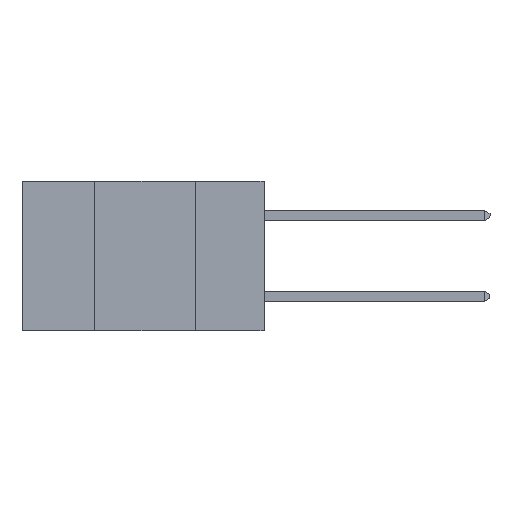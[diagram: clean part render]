
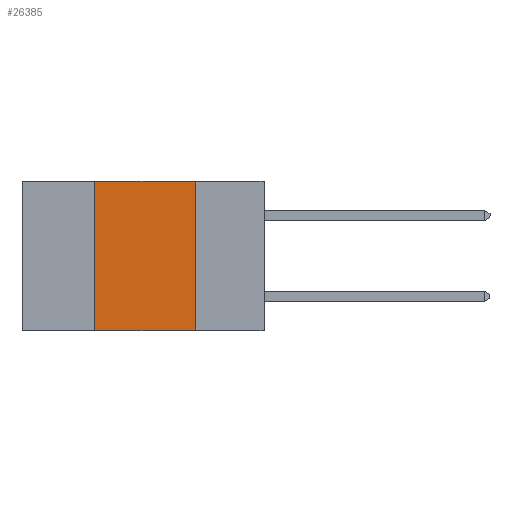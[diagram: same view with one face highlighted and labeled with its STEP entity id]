
A CAD part, left-side view. The second image highlights one B-rep face of the part: STEP entity #26385.
In plain terms, the highlighted planar face has unit normal (-1, 0, 0).
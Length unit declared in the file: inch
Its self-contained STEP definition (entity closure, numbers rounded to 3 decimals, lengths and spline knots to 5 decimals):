
#1458 = VECTOR ( 'NONE', #21497, 39.37008 ) ;
#2015 = VECTOR ( 'NONE', #20565, 39.37008 ) ;
#2019 = VERTEX_POINT ( 'NONE', #11996 ) ;
#4549 = AXIS2_PLACEMENT_3D ( 'NONE', #25012, #27188, #13956 ) ;
#5876 = LINE ( 'NONE', #7614, #11879 ) ;
#7614 = CARTESIAN_POINT ( 'NONE',  ( 0., 0.6, 0. ) ) ;
#8479 = VERTEX_POINT ( 'NONE', #16641 ) ;
#8742 = VERTEX_POINT ( 'NONE', #10846 ) ;
#9421 = PLANE ( 'NONE',  #4549 ) ;
#9745 = LINE ( 'NONE', #12524, #26769 ) ;
#10236 = ORIENTED_EDGE ( 'NONE', *, *, #27899, .F. ) ;
#10846 = CARTESIAN_POINT ( 'NONE',  ( 0., 0.17, -0.37 ) ) ;
#10922 = FACE_OUTER_BOUND ( 'NONE', #16480, .T. ) ;
#11697 = ORIENTED_EDGE ( 'NONE', *, *, #28250, .F. ) ;
#11737 = CARTESIAN_POINT ( 'NONE',  ( 0., 0.42, 0. ) ) ;
#11879 = VECTOR ( 'NONE', #27517, 39.37008 ) ;
#11979 = EDGE_CURVE ( 'NONE', #8479, #2019, #25028, .T. ) ;
#11996 = CARTESIAN_POINT ( 'NONE',  ( 0., 0.42, 0. ) ) ;
#12524 = CARTESIAN_POINT ( 'NONE',  ( 0., 0.17, 0. ) ) ;
#13081 = ORIENTED_EDGE ( 'NONE', *, *, #15879, .T. ) ;
#13956 = DIRECTION ( 'NONE',  ( 0., 0., -1. ) ) ;
#15879 = EDGE_CURVE ( 'NONE', #8479, #8742, #25170, .T. ) ;
#16480 = EDGE_LOOP ( 'NONE', ( #10236, #11697, #23482, #13081 ) ) ;
#16641 = CARTESIAN_POINT ( 'NONE',  ( 0., 0.42, -0.37 ) ) ;
#18200 = CARTESIAN_POINT ( 'NONE',  ( 0., 0.17, 0. ) ) ;
#19213 = DIRECTION ( 'NONE',  ( 0., 0., -1. ) ) ;
#19286 = CARTESIAN_POINT ( 'NONE',  ( 0., 0.6, -0.37 ) ) ;
#20565 = DIRECTION ( 'NONE',  ( 0., 0., 1. ) ) ;
#21497 = DIRECTION ( 'NONE',  ( 0., -1., 0. ) ) ;
#23482 = ORIENTED_EDGE ( 'NONE', *, *, #11979, .F. ) ;
#24946 = VERTEX_POINT ( 'NONE', #18200 ) ;
#25012 = CARTESIAN_POINT ( 'NONE',  ( 0., 0.6, 0. ) ) ;
#25028 = LINE ( 'NONE', #11737, #2015 ) ;
#25170 = LINE ( 'NONE', #19286, #1458 ) ;
#26385 = ADVANCED_FACE ( 'NONE', ( #10922 ), #9421, .F. ) ;
#26769 = VECTOR ( 'NONE', #19213, 39.37008 ) ;
#27188 = DIRECTION ( 'NONE',  ( 1., 0., 0. ) ) ;
#27517 = DIRECTION ( 'NONE',  ( 0., -1., 0. ) ) ;
#27899 = EDGE_CURVE ( 'NONE', #24946, #8742, #9745, .T. ) ;
#28250 = EDGE_CURVE ( 'NONE', #2019, #24946, #5876, .T. ) ;
